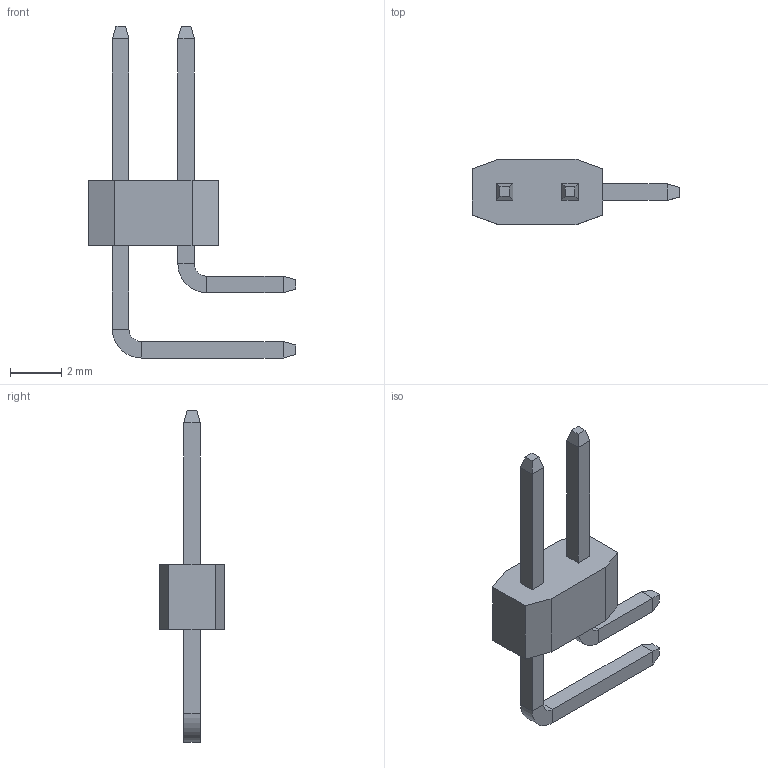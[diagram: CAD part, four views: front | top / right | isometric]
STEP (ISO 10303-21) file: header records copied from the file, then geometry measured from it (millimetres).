
FILE_DESCRIPTION (( 'STEP AP214' ), '1' );
FILE_NAME ('2.54 HDR male double rows right angle.STEP', '2023-03-12T04:01:43', ( '' ), ( '' ), 'SwSTEP 2.0', 'SolidWorks 2022', '' );
FILE_SCHEMA (( 'AUTOMOTIVE_DESIGN' ));
Length unit declared in the file: millimetre
Products named in the file (1): 2.54 HDR male double rows right angle
Bounding box: 8.08 x 2.54 x 12.9 mm (x, y, z)
Volume: 42 mm3; surface area: 129.4 mm2
Topology: 1 solids, 1 shells, 62 faces, 136 edges, 80 vertices
Faces by surface type: plane 58, cylinder 4
Entity records: 2238 total; most frequent: CARTESIAN_POINT 279, ORIENTED_EDGE 272, DIRECTION 270, EDGE_CURVE 136, VECTOR 128, LINE 128, VERTEX_POINT 80, AXIS2_PLACEMENT_3D 71
